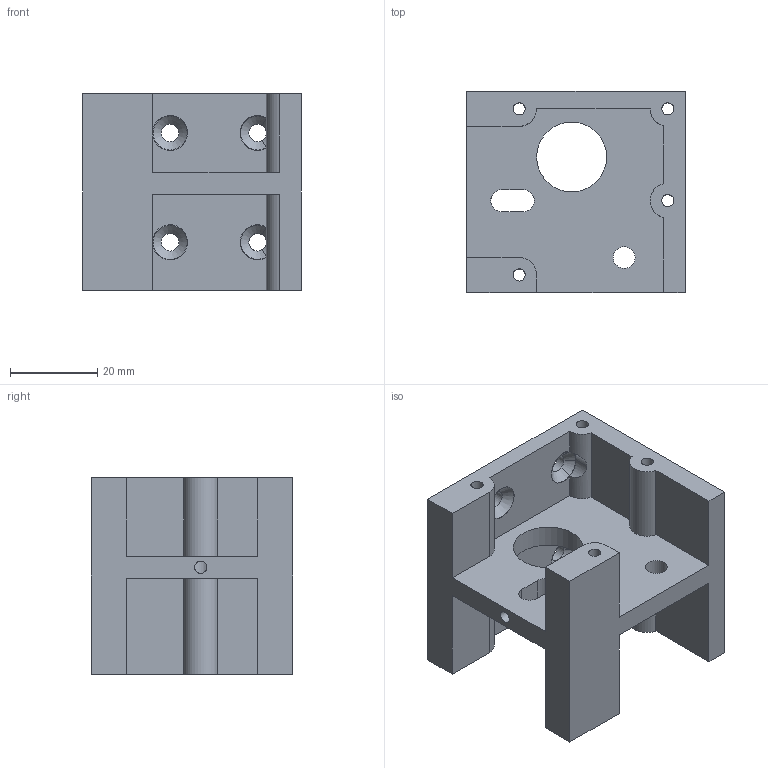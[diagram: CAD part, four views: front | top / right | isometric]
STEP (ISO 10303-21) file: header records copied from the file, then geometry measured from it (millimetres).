
FILE_DESCRIPTION(('FreeCAD Model'),'2;1');
FILE_NAME('Open CASCADE Shape Model','2024-03-15T20:35:28',(''),(''), 'Open CASCADE STEP processor 7.6','FreeCAD','Unknown');
FILE_SCHEMA(('AUTOMOTIVE_DESIGN { 1 0 10303 214 1 1 1 1 }'));
Length unit declared in the file: millimetre
Products named in the file (1): Body (Mirror #1)
Bounding box: 50 x 46 x 45 mm (x, y, z)
Volume: 33504.4 mm3; surface area: 16973.1 mm2
Topology: 1 solids, 1 shells, 63 faces, 176 edges, 113 vertices
Faces by surface type: plane 30, cylinder 25, bspline 4, cone 4
Full cylindrical faces by diameter (mm): 2.8 x5, 4 x4, 5 x1, 16 x1
Entity records: 2401 total; most frequent: CARTESIAN_POINT 707, ORIENTED_EDGE 352, DIRECTION 333, EDGE_CURVE 176, AXIS2_PLACEMENT_3D 115, VERTEX_POINT 113, LINE 103, VECTOR 103
